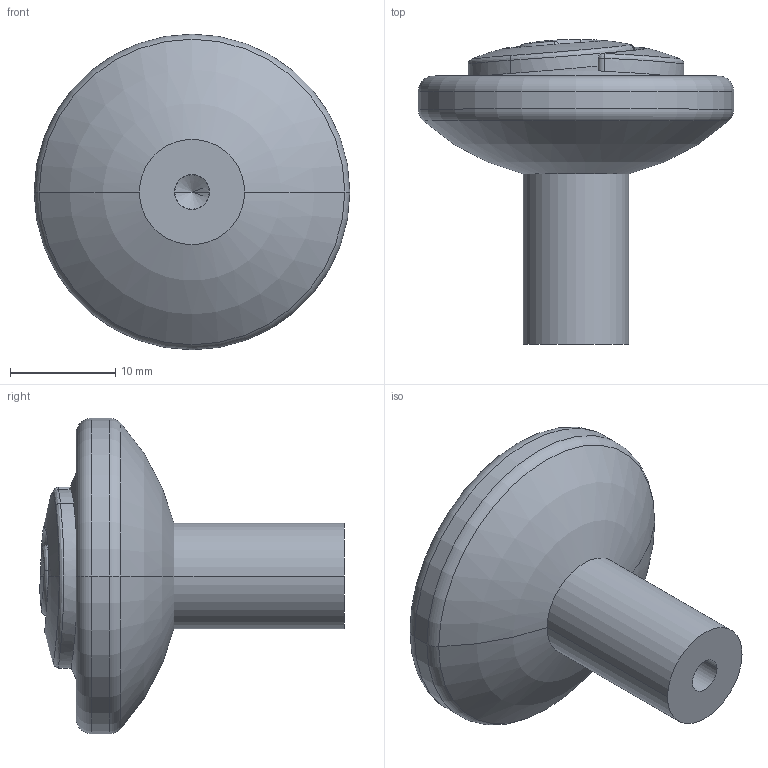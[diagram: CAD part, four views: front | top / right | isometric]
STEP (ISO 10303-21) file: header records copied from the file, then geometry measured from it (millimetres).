
FILE_DESCRIPTION(('Creo Elements/Direct Modeling STEP Export'),'2;1');
FILE_NAME('1209-30.stp','2018-08-30T14:41:53',(''),(''),'Creo Elements/Direct Modeling STEP processor for AP214 (Solid Model)','Creo Elements/Direct Modeling 20.0 12-Nov-2016 (C) Parametric Technology GmbH','');
FILE_SCHEMA(('AUTOMOTIVE_DESIGN { 1 0 10303 214 1 1 1 1 }'));
Length unit declared in the file: millimetre
Products named in the file (1): 1209-30
Bounding box: 30 x 28.97 x 30 mm (x, y, z)
Volume: 6651.3 mm3; surface area: 2690 mm2
Topology: 1 solids, 1 shells, 63 faces, 152 edges, 90 vertices
Faces by surface type: bspline 16, cylinder 13, sphere 12, extrusion 11, torus 6, plane 3, cone 2
Entity records: 9835 total; most frequent: CARTESIAN_POINT 8647, ORIENTED_EDGE 296, EDGE_CURVE 148, DIRECTION 144, VERTEX_POINT 90, B_SPLINE_CURVE_WITH_KNOTS 68, EDGE_LOOP 66, FACE_OUTER_BOUND 63
